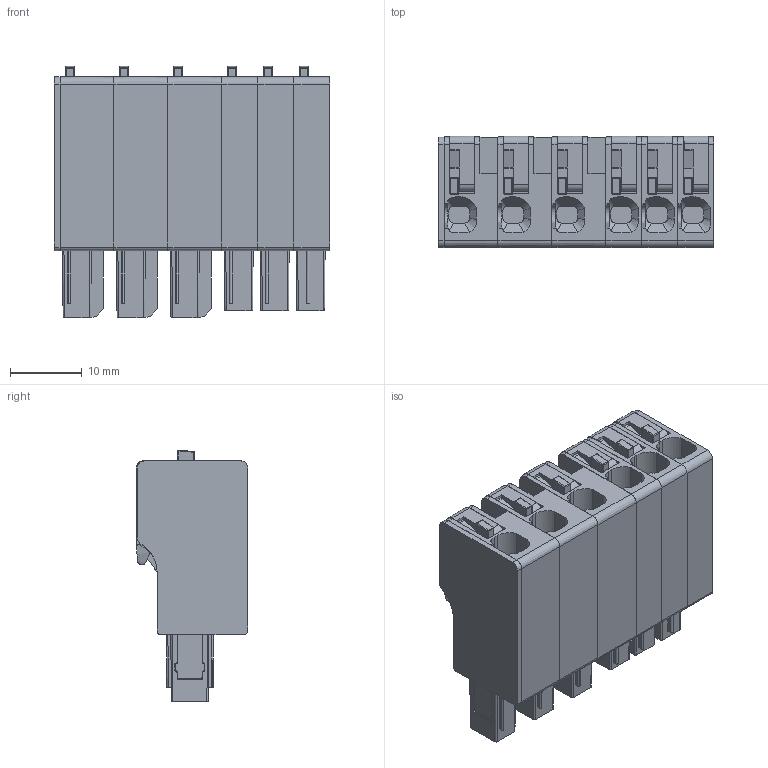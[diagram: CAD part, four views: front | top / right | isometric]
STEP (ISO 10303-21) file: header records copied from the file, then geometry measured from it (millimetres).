
FILE_DESCRIPTION(('CATIA V5 STEP Exchange','CAx-IF Rec.Pracs.--- Model Styling and Organization---1.4--- 2014-01-23'),'2;1');
FILE_NAME ('1361873-2_0_8000078348_8000078348.stp','2021-10-26T11:58:08+00:00',('none'),('Weidmueller'),'CATIA Version 5-6 Release 2016 SP3 HF44','CATIA V5 STEP AP214','none');
FILE_SCHEMA(('AUTOMOTIVE_DESIGN { 1 0 10303 214 1 1 1 1 }'));
Products named in the file (1): 8000078348
Bounding box: 38.3 x 15.5 x 35 mm (x, y, z)
Volume: 12909.8 mm3; surface area: 12793.5 mm2
Topology: 19 solids, 19 shells, 1593 faces, 4410 edges, 2883 vertices
Faces by surface type: plane 927, cylinder 525, sphere 48, cone 46, bspline 24, torus 14, extrusion 9
Entity records: 54403 total; most frequent: CARTESIAN_POINT 15430, ORIENTED_EDGE 8724, DIRECTION 6754, EDGE_CURVE 4362, VERTEX_POINT 2883, VECTOR 2844, LINE 2835, AXIS2_PLACEMENT_3D 2351
